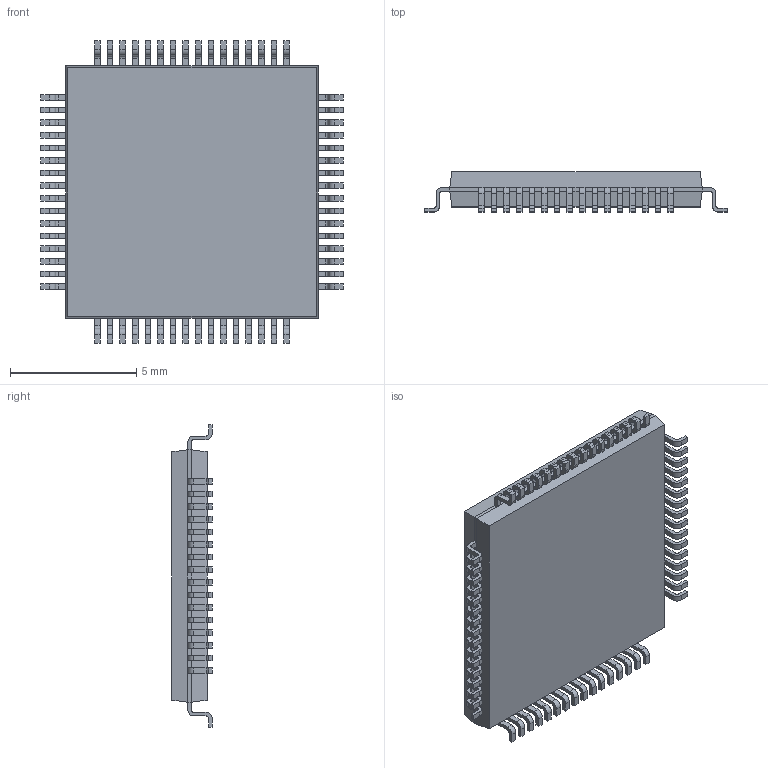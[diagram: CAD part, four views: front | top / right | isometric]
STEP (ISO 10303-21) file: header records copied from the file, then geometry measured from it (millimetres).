
FILE_DESCRIPTION (( 'STEP AP214' ), '1' );
FILE_NAME ('LM3S2616-IQR50-A0T.STEP', '2020-12-18T19:38:28', ( '' ), ( '' ), 'SwSTEP 2.0', 'SolidWorks 2018', '' );
FILE_SCHEMA (( 'AUTOMOTIVE_DESIGN' ));
Length unit declared in the file: millimetre
Products named in the file (1): LM3S2616-IQR50-A0T
Bounding box: 12 x 1.6 x 12 mm (x, y, z)
Volume: 141.5 mm3; surface area: 332.4 mm2
Topology: 65 solids, 65 shells, 910 faces, 2332 edges, 1552 vertices
Faces by surface type: plane 654, cylinder 256
Entity records: 28094 total; most frequent: CARTESIAN_POINT 4795, DIRECTION 4666, ORIENTED_EDGE 4664, EDGE_CURVE 2332, VECTOR 1820, LINE 1820, VERTEX_POINT 1552, AXIS2_PLACEMENT_3D 1423
